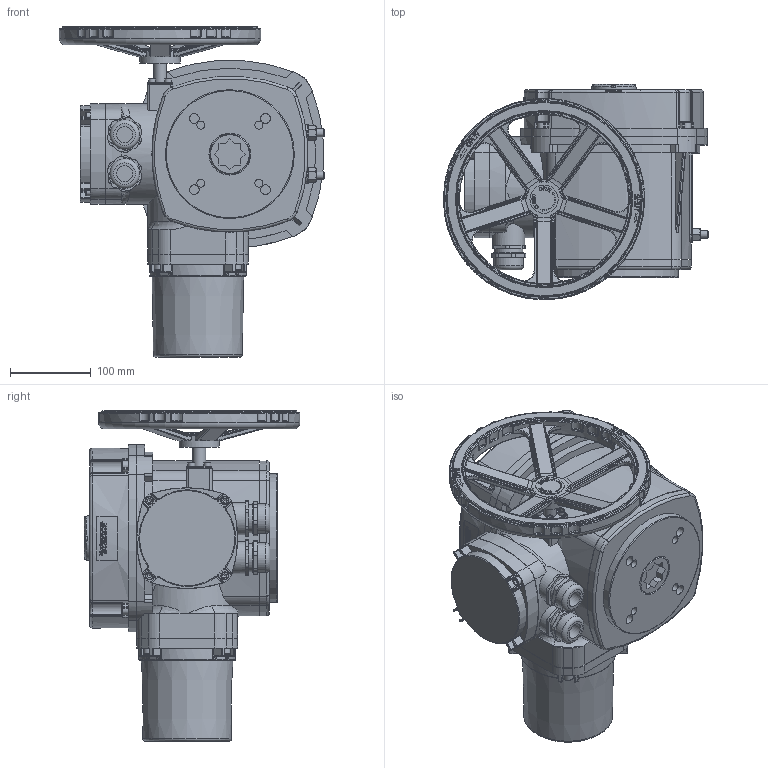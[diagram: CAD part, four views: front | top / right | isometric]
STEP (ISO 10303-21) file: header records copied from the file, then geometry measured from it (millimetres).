
FILE_DESCRIPTION(/* description */ (''),/* implementation_level */ '2;1');
FILE_NAME(/* name */ 'QT-N-120M_3D_STEP.stp',/* time_stamp */ '2025-02-10T00:01:35+03:00',/* author */ ('igorr'),/* organization */ (''),/* preprocessor_version */ 'ST-DEVELOPER v20',/* originating_system */ 'Autodesk Inventor 2025',/* authorisation */ '');
FILE_SCHEMA (('AUTOMOTIVE_DESIGN { 1 0 10303 214 3 1 1 }'));
Length unit declared in the file: millimetre
Products named in the file (8): Сборка; Деталь; Деталь 2; AS 1420 - 1973 - M6 x 16; AS 1420 - 1973 - M8 x 16; AS 1420 - 1973 - M3 x 16; AS 1420 - 1973 - M5 x 16; ANSI B18.2.4.2M - M10x1,5
Assembly tree (24 placements, depth 2):
  Сборка
    Деталь
    Деталь 2
    AS 1420 - 1973 - M6 x 16  x4
    AS 1420 - 1973 - M8 x 16  x8
    AS 1420 - 1973 - M3 x 16  x4
    AS 1420 - 1973 - M5 x 16  x4
    ANSI B18.2.4.2M - M10x1,5  x2
Bounding box: 329.39 x 268 x 410 mm (x, y, z)
Volume: 11769187.2 mm3; surface area: 691669.4 mm2
Topology: 24 solids, 25 shells, 2534 faces, 6411 edges, 4022 vertices
Faces by surface type: plane 961, cylinder 630, bspline 433, torus 342, sphere 91, cone 77
Full cylindrical faces by diameter (mm): 3 x4, 5 x4, 5.5 x4, 6 x4, 8 x8, 8.376 x2, 8.5 x4, 10 x10, 12 x4, 13 x8, 16 x1, 20 x2, 26.942 x2, 32.726 x1, 35 x3, 36.807 x2, 37 x2, 40 x2, 41 x1, 50 x2, 50.601 x1, 52 x1, 55 x1, 60 x1, 76.285 x1, 120 x1, 125 x1, 160 x1, 210 x1, 218 x1
Entity records: 88418 total; most frequent: CARTESIAN_POINT 32748, ORIENTED_EDGE 11494, DIRECTION 10712, EDGE_CURVE 5747, AXIS2_PLACEMENT_3D 4185, VERTEX_POINT 3609, EDGE_LOOP 2400, LINE 2342
